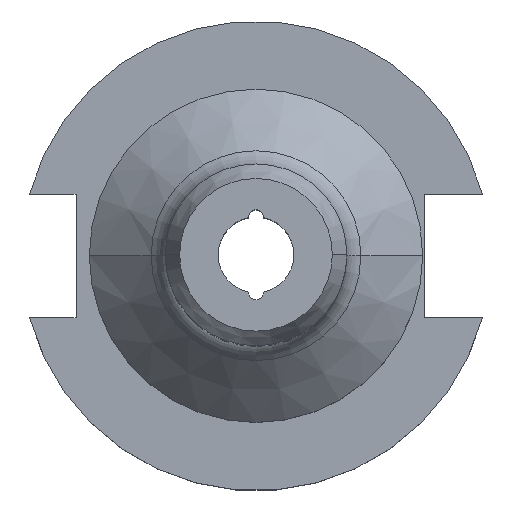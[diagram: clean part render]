
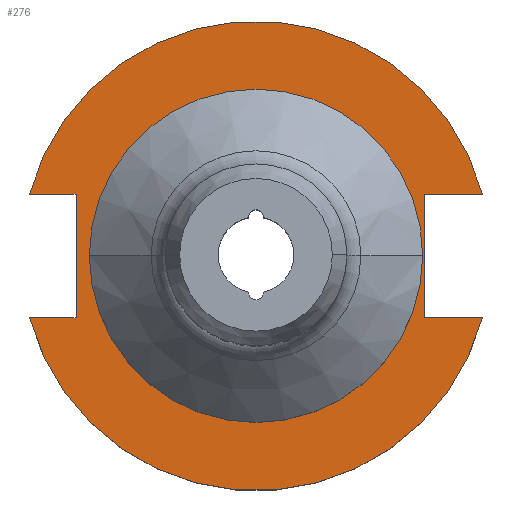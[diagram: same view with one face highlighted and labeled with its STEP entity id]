
A CAD part, top view. The second image highlights one B-rep face of the part: STEP entity #276.
In plain terms, the highlighted planar face has unit normal (0, 0, 1).
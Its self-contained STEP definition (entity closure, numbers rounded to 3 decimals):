
#10 = CARTESIAN_POINT ( 'NONE',  ( 34.925, 0., 19.05 ) ) ;
#32 = VERTEX_POINT ( 'NONE', #526 ) ;
#38 = EDGE_CURVE ( 'NONE', #1669, #615, #439, .T. ) ;
#44 = VECTOR ( 'NONE', #753, 1000. ) ;
#48 = DIRECTION ( 'NONE',  ( -1., 0., 0. ) ) ;
#78 = LINE ( 'NONE', #1051, #1476 ) ;
#117 = CARTESIAN_POINT ( 'NONE',  ( -47.477, 12.954, 19.05 ) ) ;
#192 = EDGE_CURVE ( 'NONE', #32, #825, #648, .T. ) ;
#215 = PLANE ( 'NONE',  #1856 ) ;
#254 = DIRECTION ( 'NONE',  ( 0., 0., 1. ) ) ;
#276 = ADVANCED_FACE ( 'NONE', ( #460, #1628 ), #215, .T. ) ;
#331 = AXIS2_PLACEMENT_3D ( 'NONE', #1720, #837, #1871 ) ;
#375 = AXIS2_PLACEMENT_3D ( 'NONE', #1483, #622, #1647 ) ;
#387 = CIRCLE ( 'NONE', #331, 49.212 ) ;
#390 = DIRECTION ( 'NONE',  ( -1., 0., 0. ) ) ;
#410 = VERTEX_POINT ( 'NONE', #1460 ) ;
#421 = VERTEX_POINT ( 'NONE', #10 ) ;
#439 = LINE ( 'NONE', #1480, #44 ) ;
#457 = LINE ( 'NONE', #923, #1624 ) ;
#460 = FACE_BOUND ( 'NONE', #578, .T. ) ;
#468 = DIRECTION ( 'NONE',  ( 0., 0., 1. ) ) ;
#474 = LINE ( 'NONE', #821, #1646 ) ;
#482 = CARTESIAN_POINT ( 'NONE',  ( 0., 0., 19.05 ) ) ;
#526 = CARTESIAN_POINT ( 'NONE',  ( 35.306, 12.954, 19.05 ) ) ;
#536 = CARTESIAN_POINT ( 'NONE',  ( -34.925, 0., 19.05 ) ) ;
#543 = ORIENTED_EDGE ( 'NONE', *, *, #1758, .F. ) ;
#578 = EDGE_LOOP ( 'NONE', ( #543, #1219 ) ) ;
#591 = AXIS2_PLACEMENT_3D ( 'NONE', #1117, #254, #1263 ) ;
#615 = VERTEX_POINT ( 'NONE', #1191 ) ;
#622 = DIRECTION ( 'NONE',  ( 0., 0., 1. ) ) ;
#640 = DIRECTION ( 'NONE',  ( 1., 0., 0. ) ) ;
#648 = LINE ( 'NONE', #1668, #932 ) ;
#753 = DIRECTION ( 'NONE',  ( 0., 1., 0. ) ) ;
#813 = ORIENTED_EDGE ( 'NONE', *, *, #1069, .T. ) ;
#821 = CARTESIAN_POINT ( 'NONE',  ( 35.306, 12.954, 19.05 ) ) ;
#825 = VERTEX_POINT ( 'NONE', #992 ) ;
#837 = DIRECTION ( 'NONE',  ( 0., 0., 1. ) ) ;
#850 = ORIENTED_EDGE ( 'NONE', *, *, #38, .F. ) ;
#886 = ORIENTED_EDGE ( 'NONE', *, *, #1530, .T. ) ;
#923 = CARTESIAN_POINT ( 'NONE',  ( -63.719, 12.954, 19.05 ) ) ;
#932 = VECTOR ( 'NONE', #1823, 1000. ) ;
#941 = ORIENTED_EDGE ( 'NONE', *, *, #1171, .F. ) ;
#951 = VECTOR ( 'NONE', #1253, 1000. ) ;
#952 = VERTEX_POINT ( 'NONE', #117 ) ;
#992 = CARTESIAN_POINT ( 'NONE',  ( 35.306, -12.954, 19.05 ) ) ;
#1028 = CIRCLE ( 'NONE', #591, 34.925 ) ;
#1047 = DIRECTION ( 'NONE',  ( 1., 0., 0. ) ) ;
#1051 = CARTESIAN_POINT ( 'NONE',  ( 35.306, -12.954, 19.05 ) ) ;
#1069 = EDGE_CURVE ( 'NONE', #1683, #952, #1325, .T. ) ;
#1117 = CARTESIAN_POINT ( 'NONE',  ( 0., 0., 19.05 ) ) ;
#1146 = ORIENTED_EDGE ( 'NONE', *, *, #1484, .F. ) ;
#1165 = EDGE_CURVE ( 'NONE', #1870, #421, #1588, .T. ) ;
#1171 = EDGE_CURVE ( 'NONE', #825, #1747, #78, .T. ) ;
#1191 = CARTESIAN_POINT ( 'NONE',  ( -37.719, 12.954, 19.05 ) ) ;
#1219 = ORIENTED_EDGE ( 'NONE', *, *, #1165, .F. ) ;
#1226 = CARTESIAN_POINT ( 'NONE',  ( -37.719, -12.954, 19.05 ) ) ;
#1237 = EDGE_CURVE ( 'NONE', #615, #952, #457, .T. ) ;
#1253 = DIRECTION ( 'NONE',  ( 1., 0., 0. ) ) ;
#1263 = DIRECTION ( 'NONE',  ( 1., 0., 0. ) ) ;
#1325 = CIRCLE ( 'NONE', #1684, 49.212 ) ;
#1335 = DIRECTION ( 'NONE',  ( 1., 0., 0. ) ) ;
#1415 = CARTESIAN_POINT ( 'NONE',  ( 47.477, 12.954, 19.05 ) ) ;
#1429 = ORIENTED_EDGE ( 'NONE', *, *, #1430, .F. ) ;
#1430 = EDGE_CURVE ( 'NONE', #410, #1669, #1692, .T. ) ;
#1460 = CARTESIAN_POINT ( 'NONE',  ( -47.477, -12.954, 19.05 ) ) ;
#1461 = ORIENTED_EDGE ( 'NONE', *, *, #192, .F. ) ;
#1476 = VECTOR ( 'NONE', #1335, 1000. ) ;
#1480 = CARTESIAN_POINT ( 'NONE',  ( -37.719, 12.954, 19.05 ) ) ;
#1483 = CARTESIAN_POINT ( 'NONE',  ( 0., 0., 19.05 ) ) ;
#1484 = EDGE_CURVE ( 'NONE', #1683, #32, #474, .T. ) ;
#1502 = DIRECTION ( 'NONE',  ( 0., 0., 1. ) ) ;
#1530 = EDGE_CURVE ( 'NONE', #410, #1747, #387, .T. ) ;
#1548 = CARTESIAN_POINT ( 'NONE',  ( -63.719, -12.954, 19.05 ) ) ;
#1561 = EDGE_LOOP ( 'NONE', ( #886, #941, #1461, #1146, #813, #1620, #850, #1429 ) ) ;
#1588 = CIRCLE ( 'NONE', #375, 34.925 ) ;
#1620 = ORIENTED_EDGE ( 'NONE', *, *, #1237, .F. ) ;
#1624 = VECTOR ( 'NONE', #48, 1000. ) ;
#1628 = FACE_OUTER_BOUND ( 'NONE', #1561, .T. ) ;
#1646 = VECTOR ( 'NONE', #390, 1000. ) ;
#1647 = DIRECTION ( 'NONE',  ( 1., 0., 0. ) ) ;
#1668 = CARTESIAN_POINT ( 'NONE',  ( 35.306, 12.954, 19.05 ) ) ;
#1669 = VERTEX_POINT ( 'NONE', #1226 ) ;
#1683 = VERTEX_POINT ( 'NONE', #1415 ) ;
#1684 = AXIS2_PLACEMENT_3D ( 'NONE', #482, #1502, #640 ) ;
#1692 = LINE ( 'NONE', #1548, #951 ) ;
#1710 = CARTESIAN_POINT ( 'NONE',  ( 47.477, -12.954, 19.05 ) ) ;
#1720 = CARTESIAN_POINT ( 'NONE',  ( 0., 0., 19.05 ) ) ;
#1747 = VERTEX_POINT ( 'NONE', #1710 ) ;
#1758 = EDGE_CURVE ( 'NONE', #421, #1870, #1028, .T. ) ;
#1823 = DIRECTION ( 'NONE',  ( 0., -1., 0. ) ) ;
#1836 = CARTESIAN_POINT ( 'NONE',  ( 0., 49.212, 19.05 ) ) ;
#1856 = AXIS2_PLACEMENT_3D ( 'NONE', #1836, #468, #1047 ) ;
#1870 = VERTEX_POINT ( 'NONE', #536 ) ;
#1871 = DIRECTION ( 'NONE',  ( 1., 0., 0. ) ) ;
